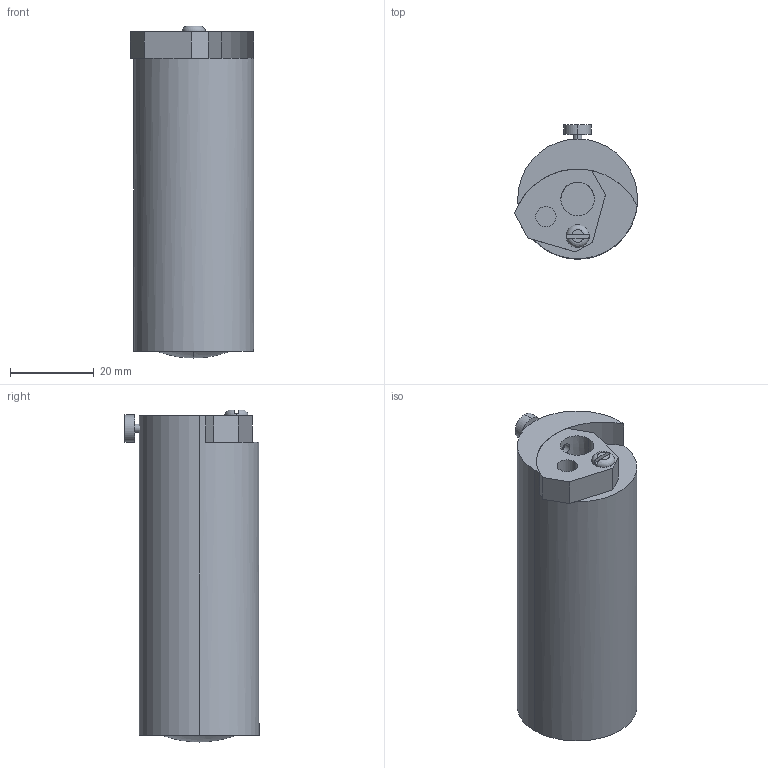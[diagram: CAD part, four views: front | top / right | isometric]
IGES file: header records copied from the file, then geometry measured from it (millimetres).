
Start section: SolidWorks IGES file using analytic representation for surfaces
Global section: file name: 58837.igs; native system: SolidWorks 2014; preprocessor: SolidWorks 2014; author: BillB; date: 131206.133929; units: inch
Bounding box: 29.36 x 31.97 x 79.19 mm (x, y, z)
Volume: 25703.7 mm3; surface area: 14383.6 mm2
Topology: 4 solids, 4 shells, 53 faces, 120 edges, 77 vertices
Faces by surface type: revolution 32, plane 21
